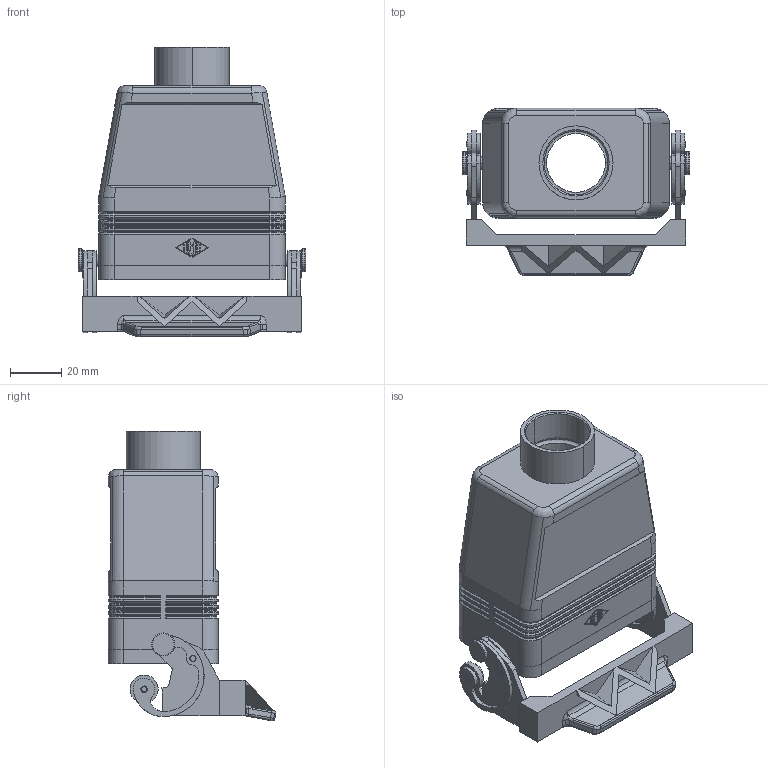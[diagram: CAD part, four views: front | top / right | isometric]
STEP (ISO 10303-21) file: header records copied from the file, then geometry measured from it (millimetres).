
FILE_DESCRIPTION((''),'2;1');
FILE_NAME('MMAV 03 LG25.stp','2006-12-21T11:26:56',('gembarski'),(''),'Autodesk Inventor 7','Autodesk Inventor 7','');
FILE_SCHEMA(('AUTOMOTIVE_DESIGN { 1 0 10303 214 1 1 1 1 }'));
Length unit declared in the file: millimetre
Products named in the file (1): MMAV 03 LG25
Bounding box: 89 x 65.64 x 113.37 mm (x, y, z)
Volume: 80595 mm3; surface area: 48279.3 mm2
Topology: 1 solids, 7 shells, 844 faces, 2100 edges, 1286 vertices
Faces by surface type: cylinder 300, bspline 283, plane 189, torus 52, cone 20
Entity records: 30353 total; most frequent: CARTESIAN_POINT 10482, DIRECTION 4252, ORIENTED_EDGE 4172, EDGE_CURVE 2086, AXIS2_PLACEMENT_3D 1620, VERTEX_POINT 1286, VECTOR 1012, LINE 1012
